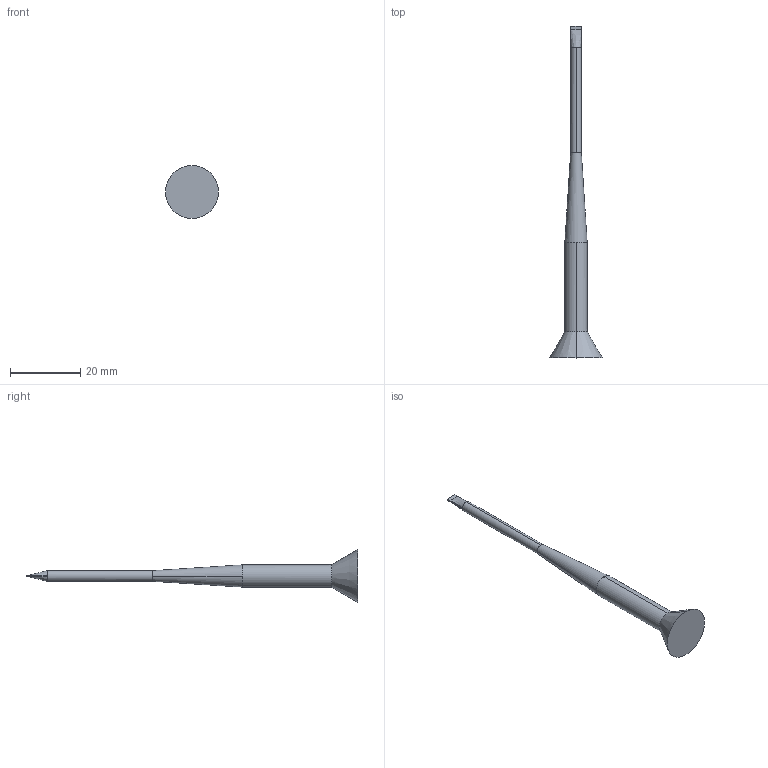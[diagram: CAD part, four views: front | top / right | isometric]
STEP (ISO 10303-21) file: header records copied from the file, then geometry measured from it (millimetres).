
FILE_DESCRIPTION (( 'STEP AP214' ), '1' );
FILE_NAME ('tuning-driver.STEP', '2025-08-16T04:41:22', ( '' ), ( '' ), 'SwSTEP 2.0', 'SolidWorks 2024', '' );
FILE_SCHEMA (( 'AUTOMOTIVE_DESIGN' ));
Length unit declared in the file: centimetre
Products named in the file (1): tuning-driver
Bounding box: 15.01 x 94.3 x 15.01 mm (x, y, z)
Volume: 2202 mm3; surface area: 1678.9 mm2
Topology: 1 solids, 1 shells, 18 faces, 42 edges, 26 vertices
Faces by surface type: cylinder 6, bspline 6, plane 4, cone 2
Entity records: 973 total; most frequent: CARTESIAN_POINT 562, ORIENTED_EDGE 84, DIRECTION 74, EDGE_CURVE 42, AXIS2_PLACEMENT_3D 30, VERTEX_POINT 26, ADVANCED_FACE 18, EDGE_LOOP 18
